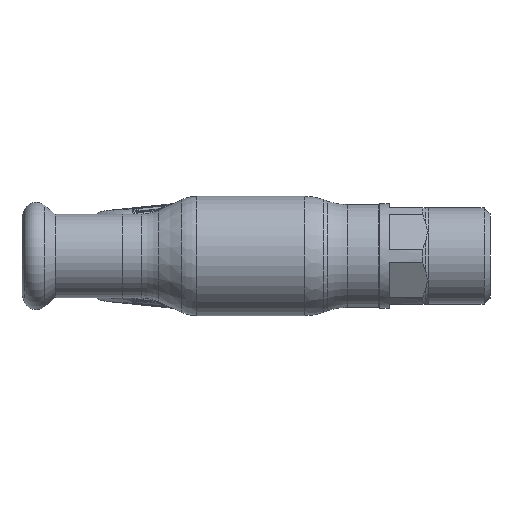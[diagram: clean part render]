
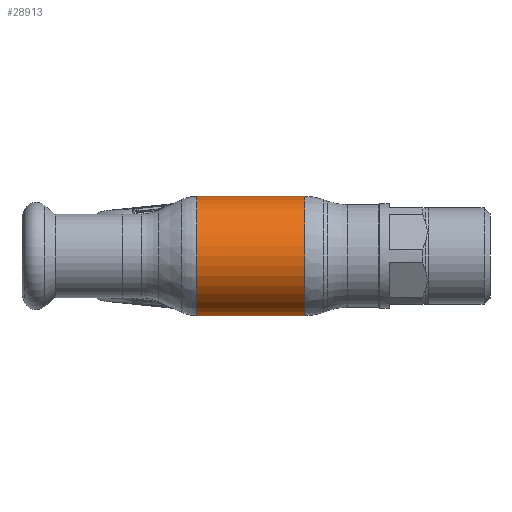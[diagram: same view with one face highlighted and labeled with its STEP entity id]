
A CAD part, front view. The second image highlights one B-rep face of the part: STEP entity #28913.
In plain terms, the highlighted cylindrical face has radius 13 mm (diameter 26 mm), a partial arc.
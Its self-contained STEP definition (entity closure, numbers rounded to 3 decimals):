
#860 = VECTOR ( 'NONE', #52485, 1000. ) ;
#3544 = CARTESIAN_POINT ( 'NONE',  ( -11.876, 0., -13. ) ) ;
#8483 = DIRECTION ( 'NONE',  ( -1., 0., 0. ) ) ;
#9892 = EDGE_CURVE ( 'NONE', #40772, #57555, #50738, .T. ) ;
#10065 = AXIS2_PLACEMENT_3D ( 'NONE', #54092, #53494, #12583 ) ;
#10968 = LINE ( 'NONE', #25397, #860 ) ;
#12040 = FACE_OUTER_BOUND ( 'NONE', #12484, .T. ) ;
#12484 = EDGE_LOOP ( 'NONE', ( #52520, #27919, #22836, #30745 ) ) ;
#12583 = DIRECTION ( 'NONE',  ( 0., 0., 1. ) ) ;
#12997 = CARTESIAN_POINT ( 'NONE',  ( -11.876, 0., 0. ) ) ;
#13242 = CARTESIAN_POINT ( 'NONE',  ( 11.634, 0., -13. ) ) ;
#14577 = CARTESIAN_POINT ( 'NONE',  ( 11.634, 0., 13. ) ) ;
#17707 = EDGE_CURVE ( 'NONE', #57555, #39399, #26578, .T. ) ;
#20784 = EDGE_CURVE ( 'NONE', #40772, #50614, #10968, .T. ) ;
#22836 = ORIENTED_EDGE ( 'NONE', *, *, #17707, .T. ) ;
#25397 = CARTESIAN_POINT ( 'NONE',  ( -62.69, 0., -13. ) ) ;
#26578 = LINE ( 'NONE', #45131, #32528 ) ;
#26798 = DIRECTION ( 'NONE',  ( -1., 0., 0. ) ) ;
#27631 = CIRCLE ( 'NONE', #35383, 13. ) ;
#27919 = ORIENTED_EDGE ( 'NONE', *, *, #9892, .T. ) ;
#28913 = ADVANCED_FACE ( 'NONE', ( #12040 ), #45035, .T. ) ;
#30745 = ORIENTED_EDGE ( 'NONE', *, *, #43018, .F. ) ;
#31368 = CARTESIAN_POINT ( 'NONE',  ( -62.69, 0., 0. ) ) ;
#32528 = VECTOR ( 'NONE', #40864, 1000. ) ;
#35383 = AXIS2_PLACEMENT_3D ( 'NONE', #12997, #8483, #50310 ) ;
#39399 = VERTEX_POINT ( 'NONE', #51046 ) ;
#40772 = VERTEX_POINT ( 'NONE', #13242 ) ;
#40864 = DIRECTION ( 'NONE',  ( -1., 0., 0. ) ) ;
#43018 = EDGE_CURVE ( 'NONE', #50614, #39399, #27631, .T. ) ;
#43888 = AXIS2_PLACEMENT_3D ( 'NONE', #31368, #26798, #49923 ) ;
#45035 = CYLINDRICAL_SURFACE ( 'NONE', #43888, 13. ) ;
#45131 = CARTESIAN_POINT ( 'NONE',  ( -62.69, 0., 13. ) ) ;
#49923 = DIRECTION ( 'NONE',  ( 0., 0., 1. ) ) ;
#50310 = DIRECTION ( 'NONE',  ( 0., 0., 1. ) ) ;
#50614 = VERTEX_POINT ( 'NONE', #3544 ) ;
#50738 = CIRCLE ( 'NONE', #10065, 13. ) ;
#51046 = CARTESIAN_POINT ( 'NONE',  ( -11.876, 0., 13. ) ) ;
#52485 = DIRECTION ( 'NONE',  ( -1., 0., 0. ) ) ;
#52520 = ORIENTED_EDGE ( 'NONE', *, *, #20784, .F. ) ;
#53494 = DIRECTION ( 'NONE',  ( -1., 0., 0. ) ) ;
#54092 = CARTESIAN_POINT ( 'NONE',  ( 11.634, 0., 0. ) ) ;
#57555 = VERTEX_POINT ( 'NONE', #14577 ) ;
